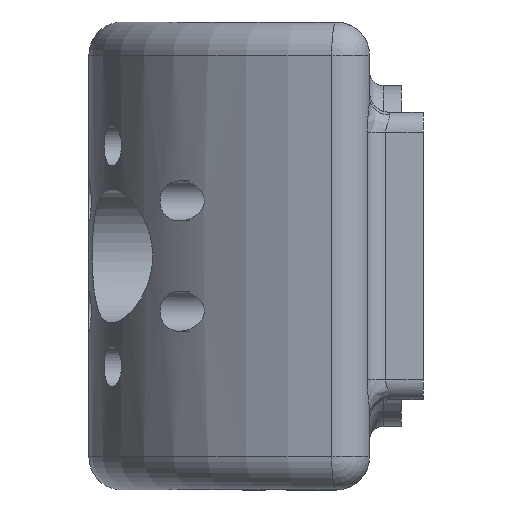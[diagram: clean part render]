
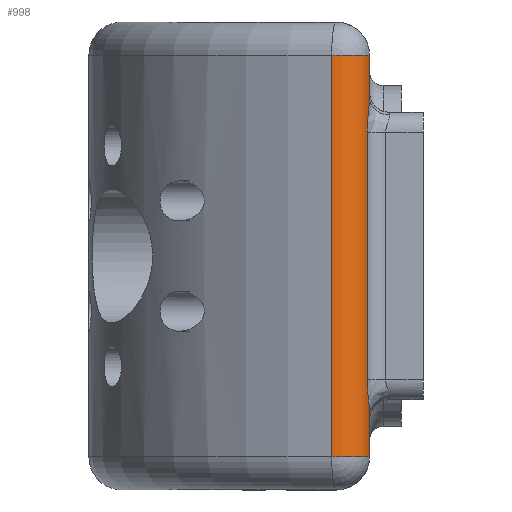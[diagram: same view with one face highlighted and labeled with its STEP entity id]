
A CAD part, left-side view. The second image highlights one B-rep face of the part: STEP entity #998.
In plain terms, the highlighted cylindrical face has radius 5 mm (diameter 10 mm), a partial arc.
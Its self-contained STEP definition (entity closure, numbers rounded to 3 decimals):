
#10 = VERTEX_POINT ( 'NONE', #2360 ) ;
#44 = VERTEX_POINT ( 'NONE', #3485 ) ;
#242 = ORIENTED_EDGE ( 'NONE', *, *, #2623, .F. ) ;
#294 = DIRECTION ( 'NONE',  ( 1., 0., 0. ) ) ;
#362 = DIRECTION ( 'NONE',  ( 0., 0., -1. ) ) ;
#498 = DIRECTION ( 'NONE',  ( 1., 0., 0. ) ) ;
#511 = ORIENTED_EDGE ( 'NONE', *, *, #4734, .F. ) ;
#534 = VECTOR ( 'NONE', #1131, 1000. ) ;
#594 = CARTESIAN_POINT ( 'NONE',  ( -147.421, 0., -23.534 ) ) ;
#603 = EDGE_CURVE ( 'NONE', #3339, #4979, #680, .T. ) ;
#623 = CARTESIAN_POINT ( 'NONE',  ( -148.616, 0.191, 21.516 ) ) ;
#657 = AXIS2_PLACEMENT_3D ( 'NONE', #2592, #2115, #5741 ) ;
#680 = B_SPLINE_CURVE_WITH_KNOTS ( 'NONE', 3,
 ( #1356, #5245, #4324, #1639, #2804, #2404, #3422, #6392, #623, #4355, #2677, #5407, #3694, #5471 ),
 .UNSPECIFIED., .F., .F.,
 ( 4, 2, 2, 2, 2, 2, 4 ),
 ( 0., 0.001, 0.001, 0.002, 0.003, 0.004, 0.006 ),
 .UNSPECIFIED. ) ;
#812 = CARTESIAN_POINT ( 'NONE',  ( -152.2, 5.676, 30. ) ) ;
#817 = CARTESIAN_POINT ( 'NONE',  ( -147.246, 0., 23.696 ) ) ;
#998 = ADVANCED_FACE ( 'NONE', ( #6051 ), #2020, .T. ) ;
#1131 = DIRECTION ( 'NONE',  ( 0., 0., 1. ) ) ;
#1211 = CARTESIAN_POINT ( 'NONE',  ( -149.121, 0.365, -29. ) ) ;
#1225 = VERTEX_POINT ( 'NONE', #812 ) ;
#1278 = LINE ( 'NONE', #1211, #2924 ) ;
#1288 = CARTESIAN_POINT ( 'NONE',  ( -152.2, 5.676, -30. ) ) ;
#1356 = CARTESIAN_POINT ( 'NONE',  ( -147.246, 0., 23.696 ) ) ;
#1563 = B_SPLINE_CURVE_WITH_KNOTS ( 'NONE', 3,
 ( #2044, #4709, #5688, #5220, #6234, #3726, #2176, #3603, #5791, #3668, #5655, #3160, #594, #6273 ),
 .UNSPECIFIED., .F., .F.,
 ( 4, 2, 2, 2, 2, 2, 4 ),
 ( 0., 0.001, 0.003, 0.004, 0.004, 0.005, 0.006 ),
 .UNSPECIFIED. ) ;
#1639 = CARTESIAN_POINT ( 'NONE',  ( -147.87, 0.037, 22.983 ) ) ;
#1753 = ORIENTED_EDGE ( 'NONE', *, *, #5764, .T. ) ;
#2020 = CYLINDRICAL_SURFACE ( 'NONE', #6117, 5. ) ;
#2044 = CARTESIAN_POINT ( 'NONE',  ( -149.121, 0.365, -18.5 ) ) ;
#2115 = DIRECTION ( 'NONE',  ( 0., 0., 1. ) ) ;
#2176 = CARTESIAN_POINT ( 'NONE',  ( -148.533, 0.168, -21.736 ) ) ;
#2360 = CARTESIAN_POINT ( 'NONE',  ( -147.246, 0., -23.696 ) ) ;
#2404 = CARTESIAN_POINT ( 'NONE',  ( -148.236, 0.098, 22.381 ) ) ;
#2592 = CARTESIAN_POINT ( 'NONE',  ( -147.246, 5., -30. ) ) ;
#2623 = EDGE_CURVE ( 'NONE', #6030, #10, #1563, .T. ) ;
#2667 = EDGE_CURVE ( 'NONE', #3339, #3007, #4749, .T. ) ;
#2677 = CARTESIAN_POINT ( 'NONE',  ( -148.944, 0.297, 20.382 ) ) ;
#2804 = CARTESIAN_POINT ( 'NONE',  ( -148., 0.056, 22.787 ) ) ;
#2863 = ORIENTED_EDGE ( 'NONE', *, *, #4001, .T. ) ;
#2924 = VECTOR ( 'NONE', #3342, 1000. ) ;
#3007 = VERTEX_POINT ( 'NONE', #3689 ) ;
#3066 = CARTESIAN_POINT ( 'NONE',  ( -147.246, 5., -29. ) ) ;
#3160 = CARTESIAN_POINT ( 'NONE',  ( -147.581, 0.009, -23.356 ) ) ;
#3339 = VERTEX_POINT ( 'NONE', #817 ) ;
#3342 = DIRECTION ( 'NONE',  ( 0., 0., -1. ) ) ;
#3422 = CARTESIAN_POINT ( 'NONE',  ( -148.342, 0.121, 22.169 ) ) ;
#3485 = CARTESIAN_POINT ( 'NONE',  ( -147.246, 0., -30. ) ) ;
#3559 = AXIS2_PLACEMENT_3D ( 'NONE', #4813, #3832, #294 ) ;
#3598 = CARTESIAN_POINT ( 'NONE',  ( -147.246, 0., 30. ) ) ;
#3603 = CARTESIAN_POINT ( 'NONE',  ( -148.342, 0.121, -22.169 ) ) ;
#3668 = CARTESIAN_POINT ( 'NONE',  ( -148., 0.056, -22.787 ) ) ;
#3689 = CARTESIAN_POINT ( 'NONE',  ( -147.246, 0., 30. ) ) ;
#3694 = CARTESIAN_POINT ( 'NONE',  ( -149.121, 0.365, 18.976 ) ) ;
#3695 = EDGE_CURVE ( 'NONE', #1225, #3007, #6579, .T. ) ;
#3726 = CARTESIAN_POINT ( 'NONE',  ( -148.616, 0.191, -21.516 ) ) ;
#3779 = VECTOR ( 'NONE', #362, 1000. ) ;
#3832 = DIRECTION ( 'NONE',  ( 0., 0., 1. ) ) ;
#4001 = EDGE_CURVE ( 'NONE', #44, #10, #6164, .T. ) ;
#4099 = CIRCLE ( 'NONE', #657, 5. ) ;
#4324 = CARTESIAN_POINT ( 'NONE',  ( -147.581, 0.009, 23.356 ) ) ;
#4348 = VERTEX_POINT ( 'NONE', #1288 ) ;
#4355 = CARTESIAN_POINT ( 'NONE',  ( -148.837, 0.257, 20.845 ) ) ;
#4709 = CARTESIAN_POINT ( 'NONE',  ( -149.121, 0.365, -18.976 ) ) ;
#4734 = EDGE_CURVE ( 'NONE', #4979, #6030, #1278, .T. ) ;
#4749 = LINE ( 'NONE', #5189, #6342 ) ;
#4813 = CARTESIAN_POINT ( 'NONE',  ( -147.246, 5., 30. ) ) ;
#4979 = VERTEX_POINT ( 'NONE', #6645 ) ;
#4982 = EDGE_LOOP ( 'NONE', ( #6397, #6431, #5825, #1753, #2863, #242, #511, #5475 ) ) ;
#4996 = CARTESIAN_POINT ( 'NONE',  ( -152.2, 5.676, -29. ) ) ;
#5127 = DIRECTION ( 'NONE',  ( 0., 0., -1. ) ) ;
#5189 = CARTESIAN_POINT ( 'NONE',  ( -147.246, 0., 30. ) ) ;
#5220 = CARTESIAN_POINT ( 'NONE',  ( -148.944, 0.297, -20.382 ) ) ;
#5245 = CARTESIAN_POINT ( 'NONE',  ( -147.421, 0., 23.534 ) ) ;
#5285 = DIRECTION ( 'NONE',  ( 0., 0., 1. ) ) ;
#5407 = CARTESIAN_POINT ( 'NONE',  ( -149.086, 0.35, 19.447 ) ) ;
#5471 = CARTESIAN_POINT ( 'NONE',  ( -149.121, 0.365, 18.5 ) ) ;
#5475 = ORIENTED_EDGE ( 'NONE', *, *, #603, .F. ) ;
#5488 = LINE ( 'NONE', #4996, #3779 ) ;
#5655 = CARTESIAN_POINT ( 'NONE',  ( -147.87, 0.037, -22.983 ) ) ;
#5688 = CARTESIAN_POINT ( 'NONE',  ( -149.086, 0.35, -19.447 ) ) ;
#5731 = CARTESIAN_POINT ( 'NONE',  ( -149.121, 0.365, -18.5 ) ) ;
#5741 = DIRECTION ( 'NONE',  ( 1., 0., 0. ) ) ;
#5764 = EDGE_CURVE ( 'NONE', #4348, #44, #4099, .T. ) ;
#5791 = CARTESIAN_POINT ( 'NONE',  ( -148.236, 0.098, -22.381 ) ) ;
#5825 = ORIENTED_EDGE ( 'NONE', *, *, #6354, .T. ) ;
#6030 = VERTEX_POINT ( 'NONE', #5731 ) ;
#6051 = FACE_OUTER_BOUND ( 'NONE', #4982, .T. ) ;
#6117 = AXIS2_PLACEMENT_3D ( 'NONE', #3066, #5127, #498 ) ;
#6164 = LINE ( 'NONE', #3598, #534 ) ;
#6234 = CARTESIAN_POINT ( 'NONE',  ( -148.837, 0.257, -20.845 ) ) ;
#6273 = CARTESIAN_POINT ( 'NONE',  ( -147.246, 0., -23.696 ) ) ;
#6342 = VECTOR ( 'NONE', #5285, 1000. ) ;
#6354 = EDGE_CURVE ( 'NONE', #1225, #4348, #5488, .T. ) ;
#6392 = CARTESIAN_POINT ( 'NONE',  ( -148.533, 0.168, 21.736 ) ) ;
#6397 = ORIENTED_EDGE ( 'NONE', *, *, #2667, .T. ) ;
#6431 = ORIENTED_EDGE ( 'NONE', *, *, #3695, .F. ) ;
#6579 = CIRCLE ( 'NONE', #3559, 5. ) ;
#6645 = CARTESIAN_POINT ( 'NONE',  ( -149.121, 0.365, 18.5 ) ) ;
